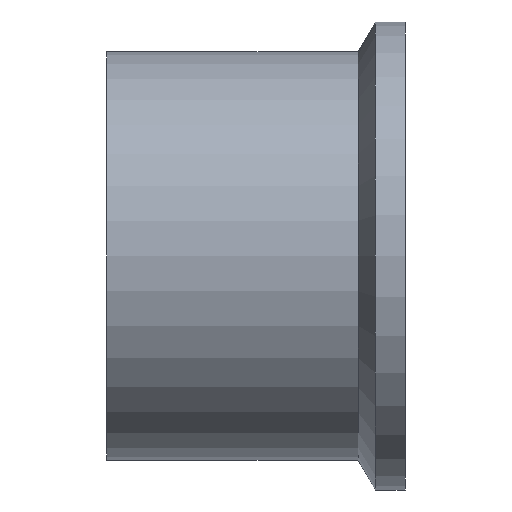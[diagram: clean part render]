
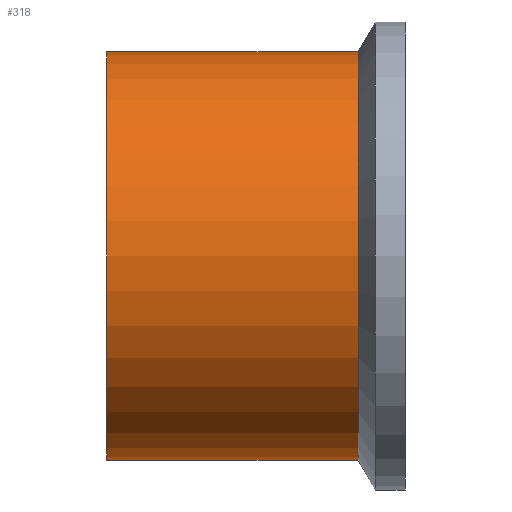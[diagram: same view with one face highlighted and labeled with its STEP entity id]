
A CAD part, front view. The second image highlights one B-rep face of the part: STEP entity #318.
In plain terms, the highlighted cylindrical face has radius 17.1 mm (diameter 34.2 mm), a partial arc.
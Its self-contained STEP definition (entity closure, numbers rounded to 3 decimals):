
#8 = CYLINDRICAL_SURFACE ( 'NONE', #304, 17.1 ) ;
#23 = VERTEX_POINT ( 'NONE', #337 ) ;
#26 = EDGE_CURVE ( 'NONE', #357, #31, #98, .T. ) ;
#31 = VERTEX_POINT ( 'NONE', #105 ) ;
#32 = VECTOR ( 'NONE', #376, 1000. ) ;
#58 = EDGE_CURVE ( 'NONE', #59, #23, #368, .T. ) ;
#59 = VERTEX_POINT ( 'NONE', #170 ) ;
#98 = LINE ( 'NONE', #174, #218 ) ;
#105 = CARTESIAN_POINT ( 'NONE',  ( -25., 0., 17.1 ) ) ;
#116 = DIRECTION ( 'NONE',  ( -1., 0., 0. ) ) ;
#122 = ORIENTED_EDGE ( 'NONE', *, *, #221, .T. ) ;
#129 = CIRCLE ( 'NONE', #425, 17.1 ) ;
#141 = DIRECTION ( 'NONE',  ( 0., 0., 1. ) ) ;
#150 = CARTESIAN_POINT ( 'NONE',  ( -25., 0., 0. ) ) ;
#155 = ORIENTED_EDGE ( 'NONE', *, *, #58, .F. ) ;
#170 = CARTESIAN_POINT ( 'NONE',  ( -3.943, 0., -17.1 ) ) ;
#174 = CARTESIAN_POINT ( 'NONE',  ( -160.192, 0., 17.1 ) ) ;
#186 = DIRECTION ( 'NONE',  ( -1., 0., 0. ) ) ;
#187 = ORIENTED_EDGE ( 'NONE', *, *, #200, .F. ) ;
#200 = EDGE_CURVE ( 'NONE', #23, #31, #388, .T. ) ;
#206 = CARTESIAN_POINT ( 'NONE',  ( -160.192, 0., 0. ) ) ;
#211 = FACE_OUTER_BOUND ( 'NONE', #299, .T. ) ;
#213 = DIRECTION ( 'NONE',  ( 0., 0., 1. ) ) ;
#218 = VECTOR ( 'NONE', #306, 1000. ) ;
#220 = ORIENTED_EDGE ( 'NONE', *, *, #26, .T. ) ;
#221 = EDGE_CURVE ( 'NONE', #59, #357, #129, .T. ) ;
#266 = CARTESIAN_POINT ( 'NONE',  ( -160.192, 0., -17.1 ) ) ;
#279 = CARTESIAN_POINT ( 'NONE',  ( -3.943, 0., 0. ) ) ;
#299 = EDGE_LOOP ( 'NONE', ( #155, #122, #220, #187 ) ) ;
#304 = AXIS2_PLACEMENT_3D ( 'NONE', #206, #116, #141 ) ;
#306 = DIRECTION ( 'NONE',  ( -1., 0., 0. ) ) ;
#318 = ADVANCED_FACE ( 'NONE', ( #211 ), #8, .T. ) ;
#327 = AXIS2_PLACEMENT_3D ( 'NONE', #150, #186, #213 ) ;
#337 = CARTESIAN_POINT ( 'NONE',  ( -25., 0., -17.1 ) ) ;
#341 = CARTESIAN_POINT ( 'NONE',  ( -3.943, 0., 17.1 ) ) ;
#357 = VERTEX_POINT ( 'NONE', #341 ) ;
#368 = LINE ( 'NONE', #266, #32 ) ;
#376 = DIRECTION ( 'NONE',  ( -1., 0., 0. ) ) ;
#379 = DIRECTION ( 'NONE',  ( -1., 0., 0. ) ) ;
#388 = CIRCLE ( 'NONE', #327, 17.1 ) ;
#408 = DIRECTION ( 'NONE',  ( 0., 0., 1. ) ) ;
#425 = AXIS2_PLACEMENT_3D ( 'NONE', #279, #379, #408 ) ;
